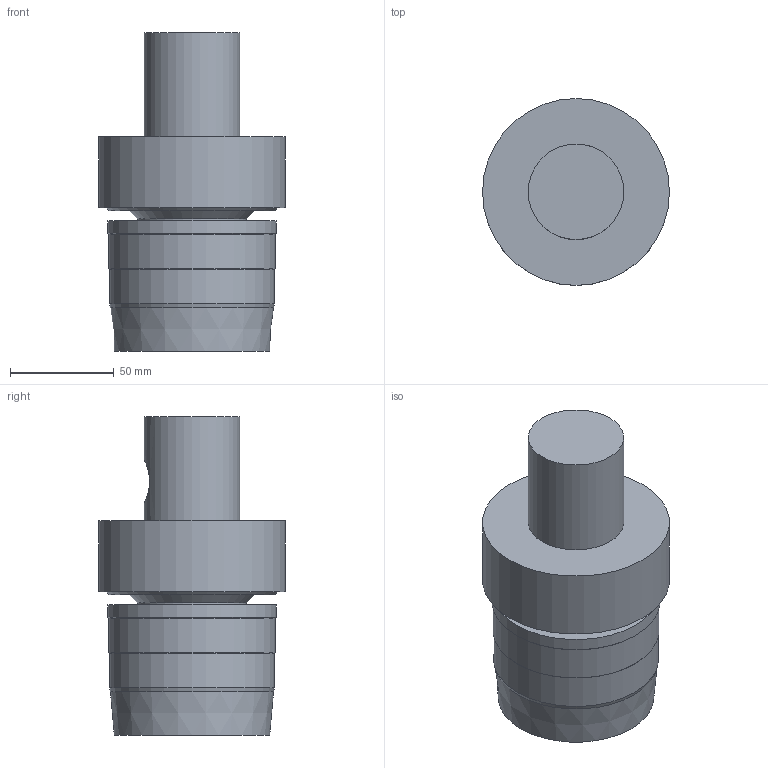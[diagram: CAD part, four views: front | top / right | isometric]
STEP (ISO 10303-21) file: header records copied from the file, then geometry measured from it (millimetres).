
FILE_DESCRIPTION((''),'1');
FILE_NAME('CKB7-HMC32.stp','2022-09-20T07:43:38',(''),(''),'Spatial Interop R21 SP3','Kubotek KeyCreator 2011 V10.0.2 (22737)',' ');
FILE_SCHEMA(('automotive_design'));
Length unit declared in the file: millimetre
Products named in the file (1): 240[2]
Bounding box: 90 x 90 x 153.3 mm (x, y, z)
Volume: 625241 mm3; surface area: 51262.2 mm2
Topology: 1 solids, 1 shells, 20 faces, 34 edges, 21 vertices
Faces by surface type: plane 7, cylinder 7, cone 6
Full cylindrical faces by diameter (mm): 21 x1, 46 x1, 52.3 x1, 79.5 x1, 80 x1, 81 x1, 90 x1
Entity records: 833 total; most frequent: CARTESIAN_POINT 128, DIRECTION 78, PRESENTATION_STYLE_ASSIGNMENT 62, COLOUR_RGB 62, STYLED_ITEM 41, CURVE_STYLE 41, DRAUGHTING_PRE_DEFINED_CURVE_FONT 41, ORIENTED_EDGE 40
